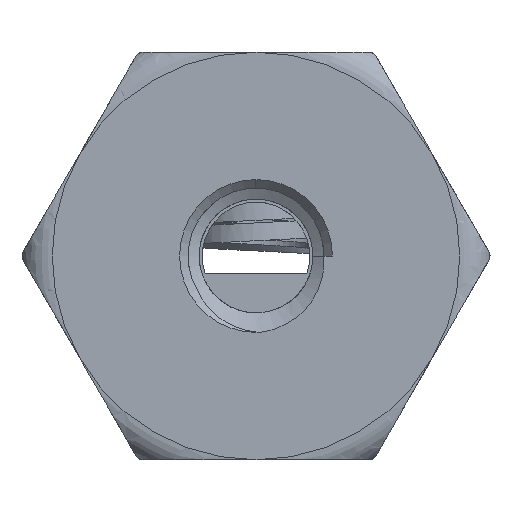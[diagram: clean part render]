
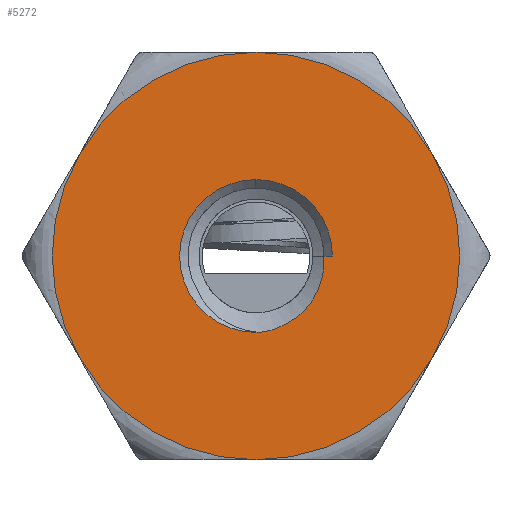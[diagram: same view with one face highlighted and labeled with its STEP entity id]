
A CAD part, front view. The second image highlights one B-rep face of the part: STEP entity #5272.
In plain terms, the highlighted planar face has unit normal (0, -1, 0).
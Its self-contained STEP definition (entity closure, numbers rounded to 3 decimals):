
#152 = EDGE_CURVE ( 'NONE', #4985, #1951, #3580, .T. ) ;
#315 = DIRECTION ( 'NONE',  ( 0., 1., 0. ) ) ;
#352 = CARTESIAN_POINT ( 'NONE',  ( 0., 0., 0. ) ) ;
#449 = DIRECTION ( 'NONE',  ( 0., 0., 1. ) ) ;
#602 = VERTEX_POINT ( 'NONE', #5889 ) ;
#637 = DIRECTION ( 'NONE',  ( 0., 1., 0. ) ) ;
#642 = PLANE ( 'NONE',  #4020 ) ;
#696 = LINE ( 'NONE', #3638, #3833 ) ;
#831 = CARTESIAN_POINT ( 'NONE',  ( 2.01, 0., -0.135 ) ) ;
#973 = CARTESIAN_POINT ( 'NONE',  ( -5.196, 0., 3. ) ) ;
#1136 = EDGE_CURVE ( 'NONE', #4183, #6133, #8053, .T. ) ;
#1386 = CARTESIAN_POINT ( 'NONE',  ( 0.127, 0., -2.246 ) ) ;
#1410 = CARTESIAN_POINT ( 'NONE',  ( 2., 0., 0. ) ) ;
#1459 = CARTESIAN_POINT ( 'NONE',  ( 1.603, 0., -1.394 ) ) ;
#1577 = ORIENTED_EDGE ( 'NONE', *, *, #4471, .T. ) ;
#1641 = VERTEX_POINT ( 'NONE', #4776 ) ;
#1746 = VERTEX_POINT ( 'NONE', #6074 ) ;
#1759 = CARTESIAN_POINT ( 'NONE',  ( 0., 0., 0. ) ) ;
#1804 = CIRCLE ( 'NONE', #2861, 2.25 ) ;
#1813 = EDGE_CURVE ( 'NONE', #5039, #4183, #7762, .T. ) ;
#1864 = DIRECTION ( 'NONE',  ( 0., 0., 1. ) ) ;
#1951 = VERTEX_POINT ( 'NONE', #3692 ) ;
#2024 = CARTESIAN_POINT ( 'NONE',  ( 1.975, 0., -0.535 ) ) ;
#2106 = CARTESIAN_POINT ( 'NONE',  ( -5.196, 0., -3. ) ) ;
#2180 = AXIS2_PLACEMENT_3D ( 'NONE', #4684, #5936, #4651 ) ;
#2341 = DIRECTION ( 'NONE',  ( 0., 1., 0. ) ) ;
#2374 = CIRCLE ( 'NONE', #7404, 6. ) ;
#2482 = FACE_OUTER_BOUND ( 'NONE', #6486, .T. ) ;
#2490 = DIRECTION ( 'NONE',  ( 0., 0., 1. ) ) ;
#2830 = ORIENTED_EDGE ( 'NONE', *, *, #1813, .F. ) ;
#2861 = AXIS2_PLACEMENT_3D ( 'NONE', #2919, #7268, #449 ) ;
#2919 = CARTESIAN_POINT ( 'NONE',  ( 0., 0., 0. ) ) ;
#2940 = ORIENTED_EDGE ( 'NONE', *, *, #6124, .T. ) ;
#3051 = ORIENTED_EDGE ( 'NONE', *, *, #7282, .T. ) ;
#3194 = EDGE_CURVE ( 'NONE', #602, #1746, #4930, .T. ) ;
#3247 = AXIS2_PLACEMENT_3D ( 'NONE', #1759, #6139, #7382 ) ;
#3298 = CARTESIAN_POINT ( 'NONE',  ( 1.335, 0., -1.692 ) ) ;
#3486 = CIRCLE ( 'NONE', #7186, 6. ) ;
#3580 = CIRCLE ( 'NONE', #3247, 6. ) ;
#3614 = DIRECTION ( 'NONE',  ( 0., 0., 1. ) ) ;
#3638 = CARTESIAN_POINT ( 'NONE',  ( 1.838, 0., 0. ) ) ;
#3655 = DIRECTION ( 'NONE',  ( 0., 1., 0. ) ) ;
#3663 = DIRECTION ( 'NONE',  ( 0., 1., 0. ) ) ;
#3692 = CARTESIAN_POINT ( 'NONE',  ( 5.196, 0., 3. ) ) ;
#3833 = VECTOR ( 'NONE', #6050, 1000. ) ;
#3981 = CARTESIAN_POINT ( 'NONE',  ( 0.396, 0., -2.21 ) ) ;
#3993 = ORIENTED_EDGE ( 'NONE', *, *, #5867, .F. ) ;
#4020 = AXIS2_PLACEMENT_3D ( 'NONE', #4942, #3655, #1864 ) ;
#4056 = CARTESIAN_POINT ( 'NONE',  ( 2., 0., 0. ) ) ;
#4180 = CARTESIAN_POINT ( 'NONE',  ( 0., 0., 6. ) ) ;
#4183 = VERTEX_POINT ( 'NONE', #7167 ) ;
#4248 = VERTEX_POINT ( 'NONE', #4056 ) ;
#4253 = EDGE_CURVE ( 'NONE', #1641, #602, #4365, .T. ) ;
#4264 = CIRCLE ( 'NONE', #7939, 6. ) ;
#4287 = CARTESIAN_POINT ( 'NONE',  ( 0., 0., 0. ) ) ;
#4365 = CIRCLE ( 'NONE', #4635, 2.25 ) ;
#4471 = EDGE_CURVE ( 'NONE', #1746, #4513, #1804, .T. ) ;
#4513 = VERTEX_POINT ( 'NONE', #6827 ) ;
#4531 = CARTESIAN_POINT ( 'NONE',  ( 2.007, 0., -0.269 ) ) ;
#4625 = EDGE_CURVE ( 'NONE', #6133, #6472, #3486, .T. ) ;
#4635 = AXIS2_PLACEMENT_3D ( 'NONE', #7784, #315, #4694 ) ;
#4651 = DIRECTION ( 'NONE',  ( 0., 0., 1. ) ) ;
#4684 = CARTESIAN_POINT ( 'NONE',  ( 0., 0., 0. ) ) ;
#4694 = DIRECTION ( 'NONE',  ( 0., 0., 1. ) ) ;
#4776 = CARTESIAN_POINT ( 'NONE',  ( 0.127, 0., -2.246 ) ) ;
#4872 = EDGE_CURVE ( 'NONE', #6472, #4985, #4264, .T. ) ;
#4924 = CARTESIAN_POINT ( 'NONE',  ( 0., 0., 0. ) ) ;
#4930 = CIRCLE ( 'NONE', #2180, 2.25 ) ;
#4942 = CARTESIAN_POINT ( 'NONE',  ( 0., 0., 0. ) ) ;
#4985 = VERTEX_POINT ( 'NONE', #4180 ) ;
#5039 = VERTEX_POINT ( 'NONE', #5201 ) ;
#5201 = CARTESIAN_POINT ( 'NONE',  ( 5.196, 0., -3. ) ) ;
#5211 = CARTESIAN_POINT ( 'NONE',  ( 1.81, 0., -1.047 ) ) ;
#5272 = ADVANCED_FACE ( 'NONE', ( #7557, #2482 ), #642, .F. ) ;
#5407 = DIRECTION ( 'NONE',  ( 0., 1., 0. ) ) ;
#5528 = DIRECTION ( 'NONE',  ( 0., 1., 0. ) ) ;
#5578 = DIRECTION ( 'NONE',  ( 0., 0., 1. ) ) ;
#5607 = ORIENTED_EDGE ( 'NONE', *, *, #4625, .F. ) ;
#5704 = AXIS2_PLACEMENT_3D ( 'NONE', #7964, #2341, #6724 ) ;
#5788 = ORIENTED_EDGE ( 'NONE', *, *, #4872, .F. ) ;
#5839 = CARTESIAN_POINT ( 'NONE',  ( 1.011, 0., -1.936 ) ) ;
#5867 = EDGE_CURVE ( 'NONE', #1951, #5039, #2374, .T. ) ;
#5870 = CARTESIAN_POINT ( 'NONE',  ( 0.657, 0., -2.125 ) ) ;
#5889 = CARTESIAN_POINT ( 'NONE',  ( 0., 0., -2.25 ) ) ;
#5936 = DIRECTION ( 'NONE',  ( 0., 1., 0. ) ) ;
#6050 = DIRECTION ( 'NONE',  ( -1., 0., 0. ) ) ;
#6074 = CARTESIAN_POINT ( 'NONE',  ( 0., 0., 2.25 ) ) ;
#6124 = EDGE_CURVE ( 'NONE', #4248, #1641, #6849, .T. ) ;
#6133 = VERTEX_POINT ( 'NONE', #2106 ) ;
#6139 = DIRECTION ( 'NONE',  ( 0., 1., 0. ) ) ;
#6337 = AXIS2_PLACEMENT_3D ( 'NONE', #4287, #637, #2490 ) ;
#6379 = CARTESIAN_POINT ( 'NONE',  ( 1.864, 0., -0.924 ) ) ;
#6407 = CARTESIAN_POINT ( 'NONE',  ( 1.68, 0., -1.281 ) ) ;
#6462 = ORIENTED_EDGE ( 'NONE', *, *, #3194, .T. ) ;
#6472 = VERTEX_POINT ( 'NONE', #973 ) ;
#6486 = EDGE_LOOP ( 'NONE', ( #7711, #2830, #3993, #7883, #5788, #5607 ) ) ;
#6724 = DIRECTION ( 'NONE',  ( 0., 0., 1. ) ) ;
#6827 = CARTESIAN_POINT ( 'NONE',  ( 2.25, 0., 0. ) ) ;
#6849 = B_SPLINE_CURVE_WITH_KNOTS ( 'NONE', 3,
 ( #1410, #831, #4531, #2024, #6974, #6379, #5211, #6407, #1459, #7057, #3298, #7002, #5839, #5870, #3981, #1386 ),
 .UNSPECIFIED., .F., .F.,
 ( 4, 2, 2, 2, 2, 2, 2, 4 ),
 ( 0., 0., 0.001, 0.001, 0.002, 0.002, 0.002, 0.003 ),
 .UNSPECIFIED. ) ;
#6974 = CARTESIAN_POINT ( 'NONE',  ( 1.946, 0., -0.668 ) ) ;
#7002 = CARTESIAN_POINT ( 'NONE',  ( 1.125, 0., -1.861 ) ) ;
#7057 = CARTESIAN_POINT ( 'NONE',  ( 1.43, 0., -1.599 ) ) ;
#7167 = CARTESIAN_POINT ( 'NONE',  ( 0., 0., -6. ) ) ;
#7186 = AXIS2_PLACEMENT_3D ( 'NONE', #7345, #5528, #3614 ) ;
#7268 = DIRECTION ( 'NONE',  ( 0., 1., 0. ) ) ;
#7282 = EDGE_CURVE ( 'NONE', #4513, #4248, #696, .T. ) ;
#7345 = CARTESIAN_POINT ( 'NONE',  ( 0., 0., 0. ) ) ;
#7382 = DIRECTION ( 'NONE',  ( 0., 0., 1. ) ) ;
#7404 = AXIS2_PLACEMENT_3D ( 'NONE', #4924, #3663, #5578 ) ;
#7502 = ORIENTED_EDGE ( 'NONE', *, *, #4253, .T. ) ;
#7557 = FACE_BOUND ( 'NONE', #7908, .T. ) ;
#7711 = ORIENTED_EDGE ( 'NONE', *, *, #1136, .F. ) ;
#7762 = CIRCLE ( 'NONE', #5704, 6. ) ;
#7784 = CARTESIAN_POINT ( 'NONE',  ( 0., 0., 0. ) ) ;
#7795 = DIRECTION ( 'NONE',  ( 0., 0., 1. ) ) ;
#7883 = ORIENTED_EDGE ( 'NONE', *, *, #152, .F. ) ;
#7908 = EDGE_LOOP ( 'NONE', ( #2940, #7502, #6462, #1577, #3051 ) ) ;
#7939 = AXIS2_PLACEMENT_3D ( 'NONE', #352, #5407, #7795 ) ;
#7964 = CARTESIAN_POINT ( 'NONE',  ( 0., 0., 0. ) ) ;
#8053 = CIRCLE ( 'NONE', #6337, 6. ) ;
